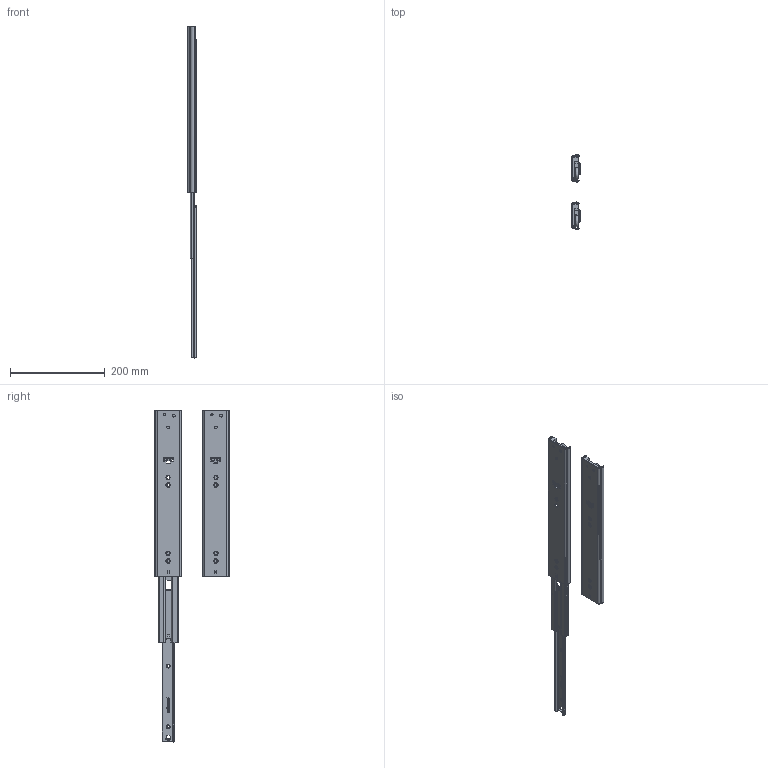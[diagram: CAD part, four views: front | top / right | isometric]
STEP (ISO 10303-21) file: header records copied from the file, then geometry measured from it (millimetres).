
FILE_DESCRIPTION(/* description */ ('Vollauszug Serie 038 350x350'),/* implementation_level */ '2;1');
FILE_NAME(/* name */ '07000920001.stp',/* time_stamp */ '2022-12-05T14:13:59+01:00',/* author */ ('Dennis Bruder'),/* organization */ (''),/* preprocessor_version */ 'ST-DEVELOPER v18.1',/* originating_system */ 'Autodesk Inventor 2022',/* authorisation */ '');
FILE_SCHEMA (('AUTOMOTIVE_DESIGN { 1 0 10303 214 3 1 1 }'));
Products named in the file (1): 07000920001
Bounding box: 18.05 x 157.4 x 699.99 mm (x, y, z)
Volume: 291389.7 mm3; surface area: 283240.8 mm2
Topology: 6 solids, 6 shells, 2823 faces, 7641 edges, 4802 vertices
Faces by surface type: cylinder 1195, plane 1063, bspline 196, cone 159, torus 143, sphere 67
Full cylindrical faces by diameter (mm): 2.58 x2, 2.787 x2, 4 x6, 4.2 x4, 4.5 x3, 4.6 x6, 6 x3, 6.1 x2, 8.5 x2
Entity records: 100154 total; most frequent: CARTESIAN_POINT 26463, ORIENTED_EDGE 15160, DIRECTION 14830, EDGE_CURVE 7580, AXIS2_PLACEMENT_3D 5473, VERTEX_POINT 4802, LINE 3884, VECTOR 3884
